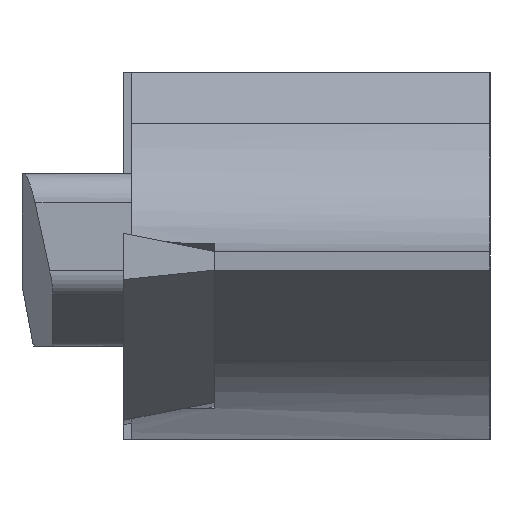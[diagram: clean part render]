
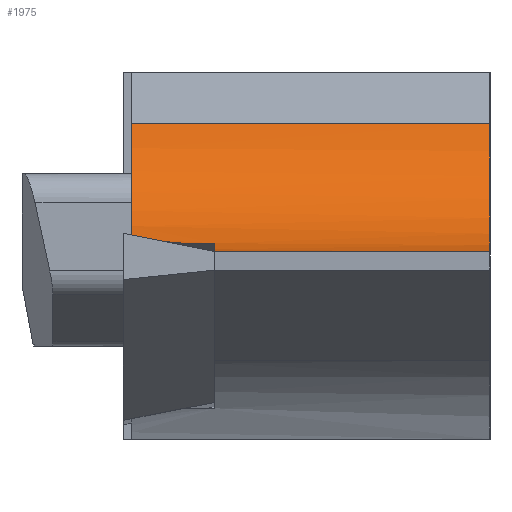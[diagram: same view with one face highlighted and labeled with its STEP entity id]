
A CAD part, left-side view. The second image highlights one B-rep face of the part: STEP entity #1975.
In plain terms, the highlighted cylindrical face has radius 6.1 mm (diameter 12.2 mm), a partial arc.
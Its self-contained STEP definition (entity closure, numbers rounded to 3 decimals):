
#31 = AXIS2_PLACEMENT_3D ( 'NONE', #939, #2084, #1126 ) ;
#34 = DIRECTION ( 'NONE',  ( 0., 0., 1. ) ) ;
#119 = CARTESIAN_POINT ( 'NONE',  ( -91.54, -2.099, -5.907 ) ) ;
#139 = DIRECTION ( 'NONE',  ( 0., 0., -1. ) ) ;
#152 = CARTESIAN_POINT ( 'NONE',  ( -91.285, -0.912, -5.807 ) ) ;
#200 = DIRECTION ( 'NONE',  ( 0., 0., -1. ) ) ;
#213 = VERTEX_POINT ( 'NONE', #1687 ) ;
#281 = DIRECTION ( 'NONE',  ( 0., -1., 0. ) ) ;
#365 = ORIENTED_EDGE ( 'NONE', *, *, #1512, .F. ) ;
#401 = CARTESIAN_POINT ( 'NONE',  ( -93.684, -3.18, -0.196 ) ) ;
#417 = CARTESIAN_POINT ( 'NONE',  ( -91.54, 127., -5.907 ) ) ;
#442 = FACE_OUTER_BOUND ( 'NONE', #1669, .T. ) ;
#480 = VECTOR ( 'NONE', #1573, 1000. ) ;
#510 = EDGE_CURVE ( 'NONE', #1696, #2427, #1899, .T. ) ;
#611 = ORIENTED_EDGE ( 'NONE', *, *, #798, .T. ) ;
#798 = EDGE_CURVE ( 'NONE', #1332, #2280, #2474, .T. ) ;
#809 = CARTESIAN_POINT ( 'NONE',  ( -93.684, -3.18, -0.196 ) ) ;
#902 = VECTOR ( 'NONE', #1912, 1000. ) ;
#904 = AXIS2_PLACEMENT_3D ( 'NONE', #401, #1559, #200 ) ;
#939 = CARTESIAN_POINT ( 'NONE',  ( -93.684, -0.3, -0.196 ) ) ;
#982 = EDGE_CURVE ( 'NONE', #1205, #2463, #1405, .T. ) ;
#1003 = DIRECTION ( 'NONE',  ( 0., 0., -1. ) ) ;
#1034 = ORIENTED_EDGE ( 'NONE', *, *, #2215, .T. ) ;
#1081 = LINE ( 'NONE', #2497, #902 ) ;
#1115 = CARTESIAN_POINT ( 'NONE',  ( -91.54, -2.099, -5.907 ) ) ;
#1126 = DIRECTION ( 'NONE',  ( 0., 0., 1. ) ) ;
#1180 = DIRECTION ( 'NONE',  ( 0., 1., 0. ) ) ;
#1205 = VERTEX_POINT ( 'NONE', #1440 ) ;
#1302 = AXIS2_PLACEMENT_3D ( 'NONE', #2341, #1180, #34 ) ;
#1309 = CARTESIAN_POINT ( 'NONE',  ( -91.412, -1.512, -5.859 ) ) ;
#1332 = VERTEX_POINT ( 'NONE', #119 ) ;
#1405 = CIRCLE ( 'NONE', #31, 6.1 ) ;
#1440 = CARTESIAN_POINT ( 'NONE',  ( -91.161, -0.3, -5.75 ) ) ;
#1510 = CARTESIAN_POINT ( 'NONE',  ( -91.161, -0.3, -5.75 ) ) ;
#1512 = EDGE_CURVE ( 'NONE', #2463, #213, #1081, .T. ) ;
#1559 = DIRECTION ( 'NONE',  ( 0., 1., 0. ) ) ;
#1573 = DIRECTION ( 'NONE',  ( 0., -1., 0. ) ) ;
#1576 = EDGE_CURVE ( 'NONE', #213, #2362, #2471, .T. ) ;
#1595 =( BOUNDED_CURVE ( )  B_SPLINE_CURVE ( 3, ( #1115, #1309, #152, #1510 ),
 .UNSPECIFIED., .F., .T. ) 
 B_SPLINE_CURVE_WITH_KNOTS ( ( 4, 4 ),
 ( 0.987, 1.055 ),
 .UNSPECIFIED. ) 
 CURVE ( )  GEOMETRIC_REPRESENTATION_ITEM ( )  RATIONAL_B_SPLINE_CURVE ( ( 1., 1., 1., 1. ) ) 
 REPRESENTATION_ITEM ( '' )  );
#1625 = CARTESIAN_POINT ( 'NONE',  ( -93.684, -12.7, -6.296 ) ) ;
#1669 = EDGE_LOOP ( 'NONE', ( #1937, #2173, #2108, #365, #2304, #1857, #611, #1034 ) ) ;
#1687 = CARTESIAN_POINT ( 'NONE',  ( -87.792, -12.7, -1.775 ) ) ;
#1696 = VERTEX_POINT ( 'NONE', #2182 ) ;
#1790 = CARTESIAN_POINT ( 'NONE',  ( -91.54, -3.18, -5.907 ) ) ;
#1805 = EDGE_CURVE ( 'NONE', #2427, #2362, #2342, .T. ) ;
#1824 = CARTESIAN_POINT ( 'NONE',  ( -93.684, 127., -6.296 ) ) ;
#1826 = AXIS2_PLACEMENT_3D ( 'NONE', #2057, #2456, #139 ) ;
#1831 = CARTESIAN_POINT ( 'NONE',  ( -93.684, -3.18, -6.296 ) ) ;
#1857 = ORIENTED_EDGE ( 'NONE', *, *, #2007, .F. ) ;
#1899 = CIRCLE ( 'NONE', #904, 6.1 ) ;
#1912 = DIRECTION ( 'NONE',  ( 0., -1., 0. ) ) ;
#1918 = CYLINDRICAL_SURFACE ( 'NONE', #1826, 6.1 ) ;
#1937 = ORIENTED_EDGE ( 'NONE', *, *, #510, .T. ) ;
#1975 = ADVANCED_FACE ( 'NONE', ( #442 ), #1918, .F. ) ;
#2007 = EDGE_CURVE ( 'NONE', #1332, #1205, #1595, .T. ) ;
#2029 = CARTESIAN_POINT ( 'NONE',  ( -87.792, -0.3, -1.775 ) ) ;
#2057 = CARTESIAN_POINT ( 'NONE',  ( -93.684, 127., -0.196 ) ) ;
#2084 = DIRECTION ( 'NONE',  ( 0., -1., 0. ) ) ;
#2108 = ORIENTED_EDGE ( 'NONE', *, *, #1576, .F. ) ;
#2146 = DIRECTION ( 'NONE',  ( 0., 1., 0. ) ) ;
#2158 = AXIS2_PLACEMENT_3D ( 'NONE', #809, #2146, #1003 ) ;
#2165 = CIRCLE ( 'NONE', #2158, 6.1 ) ;
#2173 = ORIENTED_EDGE ( 'NONE', *, *, #1805, .T. ) ;
#2182 = CARTESIAN_POINT ( 'NONE',  ( -93.639, -3.18, -6.296 ) ) ;
#2215 = EDGE_CURVE ( 'NONE', #2280, #1696, #2165, .T. ) ;
#2280 = VERTEX_POINT ( 'NONE', #1790 ) ;
#2281 = VECTOR ( 'NONE', #281, 1000. ) ;
#2304 = ORIENTED_EDGE ( 'NONE', *, *, #982, .F. ) ;
#2341 = CARTESIAN_POINT ( 'NONE',  ( -93.684, -12.7, -0.196 ) ) ;
#2342 = LINE ( 'NONE', #1824, #2281 ) ;
#2362 = VERTEX_POINT ( 'NONE', #1625 ) ;
#2427 = VERTEX_POINT ( 'NONE', #1831 ) ;
#2456 = DIRECTION ( 'NONE',  ( 0., -1., 0. ) ) ;
#2463 = VERTEX_POINT ( 'NONE', #2029 ) ;
#2471 = CIRCLE ( 'NONE', #1302, 6.1 ) ;
#2474 = LINE ( 'NONE', #417, #480 ) ;
#2497 = CARTESIAN_POINT ( 'NONE',  ( -87.792, 127., -1.775 ) ) ;
